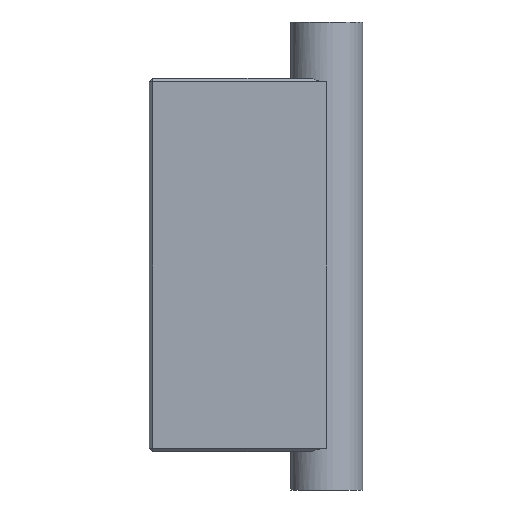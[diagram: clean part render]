
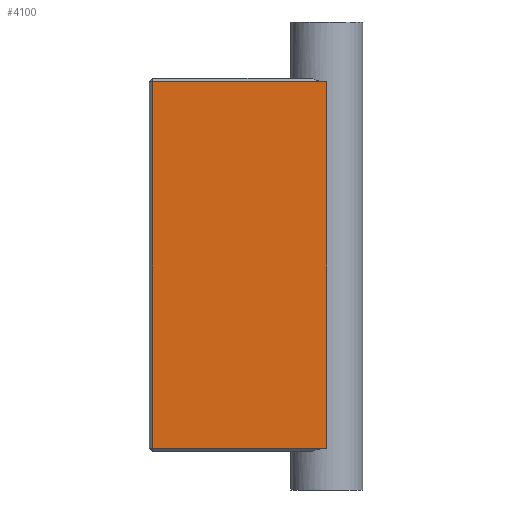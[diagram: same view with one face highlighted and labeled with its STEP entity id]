
A CAD part, left-side view. The second image highlights one B-rep face of the part: STEP entity #4100.
In plain terms, the highlighted planar face has unit normal (-1, 0, 0).
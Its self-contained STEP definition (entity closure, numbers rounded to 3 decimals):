
#233=PLANE('',#4296);
#430=FACE_OUTER_BOUND('',#652,.T.);
#652=EDGE_LOOP('',(#3414,#3415,#3416,#3417));
#975=LINE('',#7302,#1319);
#981=LINE('',#7313,#1325);
#983=LINE('',#7319,#1327);
#988=LINE('',#7327,#1332);
#1319=VECTOR('',#4885,10.);
#1325=VECTOR('',#4895,10.);
#1327=VECTOR('',#4901,10.);
#1332=VECTOR('',#4912,10.);
#1867=VERTEX_POINT('',#7295);
#1869=VERTEX_POINT('',#7300);
#1872=VERTEX_POINT('',#7308);
#1873=VERTEX_POINT('',#7315);
#2402=EDGE_CURVE('',#1869,#1867,#975,.T.);
#2408=EDGE_CURVE('',#1867,#1872,#981,.T.);
#2411=EDGE_CURVE('',#1872,#1873,#983,.T.);
#2416=EDGE_CURVE('',#1873,#1869,#988,.T.);
#3414=ORIENTED_EDGE('',*,*,#2411,.F.);
#3415=ORIENTED_EDGE('',*,*,#2408,.F.);
#3416=ORIENTED_EDGE('',*,*,#2402,.F.);
#3417=ORIENTED_EDGE('',*,*,#2416,.F.);
#4100=ADVANCED_FACE('',(#430),#233,.T.);
#4296=AXIS2_PLACEMENT_3D('',#7326,#4910,#4911);
#4885=DIRECTION('',(0.,1.,0.));
#4895=DIRECTION('',(0.,0.,1.));
#4901=DIRECTION('',(0.,-1.,0.));
#4910=DIRECTION('center_axis',(-1.,0.,0.));
#4911=DIRECTION('ref_axis',(0.,-1.,0.));
#4912=DIRECTION('',(0.,0.,-1.));
#7295=CARTESIAN_POINT('',(-4.,19.35,-45.35));
#7300=CARTESIAN_POINT('',(-4.,0.,-45.35));
#7302=CARTESIAN_POINT('',(-4.,15.,-45.35));
#7308=CARTESIAN_POINT('',(-4.,19.35,-4.65));
#7313=CARTESIAN_POINT('',(-4.,19.35,-46.));
#7315=CARTESIAN_POINT('',(-4.,0.,-4.65));
#7319=CARTESIAN_POINT('',(-4.,15.,-4.65));
#7326=CARTESIAN_POINT('Origin',(-4.,20.,-46.));
#7327=CARTESIAN_POINT('',(-4.,0.,-25.));
